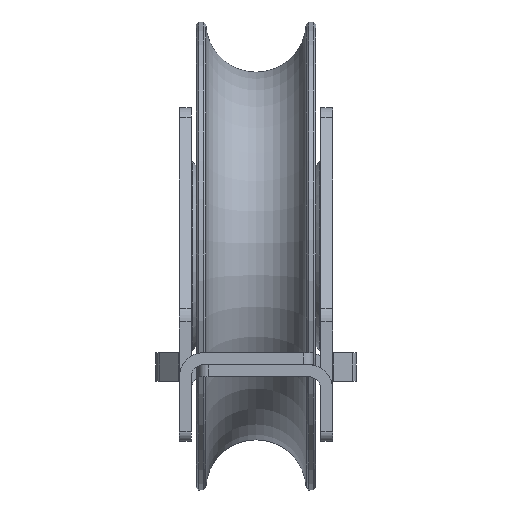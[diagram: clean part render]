
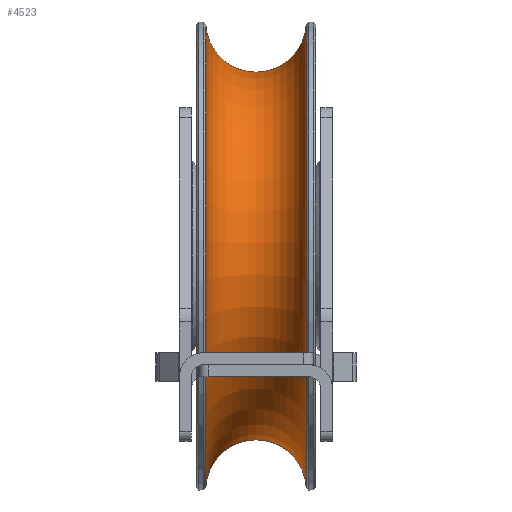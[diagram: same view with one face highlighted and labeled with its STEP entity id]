
A CAD part, left-side view. The second image highlights one B-rep face of the part: STEP entity #4523.
In plain terms, the highlighted toroidal (fillet/blend) face has major radius 49 mm and minor radius 10.5 mm.
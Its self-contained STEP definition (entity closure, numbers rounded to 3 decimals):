
#32=TOROIDAL_SURFACE('',#4808,49.,10.5);
#313=FACE_OUTER_BOUND('',#545,.T.);
#545=EDGE_LOOP('',(#3049,#3050,#3051,#3052,#3053,#3054));
#1560=CIRCLE('',#4774,48.501);
#1561=CIRCLE('',#4775,48.501);
#1569=CIRCLE('',#4790,48.501);
#1570=CIRCLE('',#4791,48.501);
#1581=CIRCLE('',#4809,10.5);
#1841=VERTEX_POINT('',#6713);
#1842=VERTEX_POINT('',#6715);
#1850=VERTEX_POINT('',#6743);
#1851=VERTEX_POINT('',#6745);
#2314=EDGE_CURVE('',#1841,#1842,#1560,.T.);
#2315=EDGE_CURVE('',#1842,#1841,#1561,.T.);
#2328=EDGE_CURVE('',#1850,#1851,#1569,.T.);
#2329=EDGE_CURVE('',#1851,#1850,#1570,.T.);
#2343=EDGE_CURVE('',#1851,#1842,#1581,.T.);
#3049=ORIENTED_EDGE('',*,*,#2328,.F.);
#3050=ORIENTED_EDGE('',*,*,#2329,.F.);
#3051=ORIENTED_EDGE('',*,*,#2343,.T.);
#3052=ORIENTED_EDGE('',*,*,#2314,.F.);
#3053=ORIENTED_EDGE('',*,*,#2315,.F.);
#3054=ORIENTED_EDGE('',*,*,#2343,.F.);
#4523=ADVANCED_FACE('',(#313),#32,.F.);
#4774=AXIS2_PLACEMENT_3D('',#6716,#5314,#5315);
#4775=AXIS2_PLACEMENT_3D('',#6717,#5316,#5317);
#4790=AXIS2_PLACEMENT_3D('',#6746,#5351,#5352);
#4791=AXIS2_PLACEMENT_3D('',#6747,#5353,#5354);
#4808=AXIS2_PLACEMENT_3D('',#6777,#5390,#5391);
#4809=AXIS2_PLACEMENT_3D('',#6778,#5392,#5393);
#5314=DIRECTION('center_axis',(0.,1.,0.));
#5315=DIRECTION('ref_axis',(0.809,0.,0.588));
#5316=DIRECTION('center_axis',(0.,1.,0.));
#5317=DIRECTION('ref_axis',(0.809,0.,0.588));
#5351=DIRECTION('center_axis',(0.,-1.,0.));
#5352=DIRECTION('ref_axis',(0.809,0.,0.588));
#5353=DIRECTION('center_axis',(0.,-1.,0.));
#5354=DIRECTION('ref_axis',(0.809,0.,0.588));
#5390=DIRECTION('center_axis',(0.,-1.,0.));
#5391=DIRECTION('ref_axis',(-0.809,0.,-0.588));
#5392=DIRECTION('center_axis',(0.588,0.,-0.809));
#5393=DIRECTION('ref_axis',(0.809,0.,0.588));
#6713=CARTESIAN_POINT('',(-39.232,10.488,-28.515));
#6715=CARTESIAN_POINT('',(39.232,10.488,28.515));
#6716=CARTESIAN_POINT('Origin',(0.,10.488,0.));
#6717=CARTESIAN_POINT('Origin',(0.,10.488,0.));
#6743=CARTESIAN_POINT('',(-39.232,-10.488,-28.515));
#6745=CARTESIAN_POINT('',(39.232,-10.488,28.515));
#6746=CARTESIAN_POINT('Origin',(0.,-10.488,0.));
#6747=CARTESIAN_POINT('Origin',(0.,-10.488,0.));
#6777=CARTESIAN_POINT('Origin',(0.,0.,0.));
#6778=CARTESIAN_POINT('Origin',(39.636,0.,28.809));
